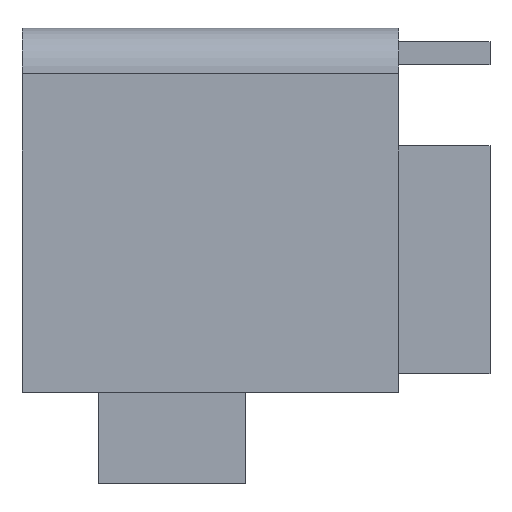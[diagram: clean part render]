
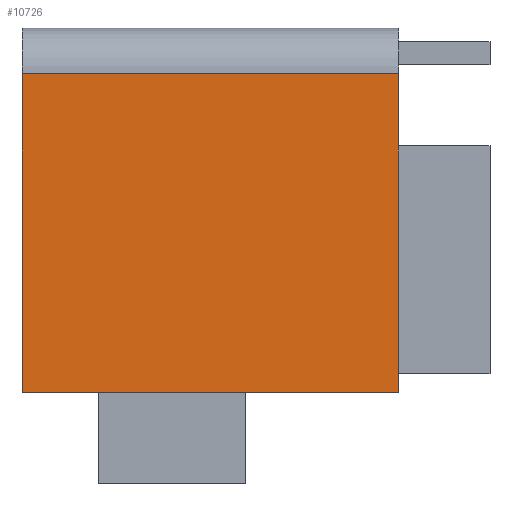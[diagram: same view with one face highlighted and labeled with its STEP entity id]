
A CAD part, left-side view. The second image highlights one B-rep face of the part: STEP entity #10726.
In plain terms, the highlighted planar face has unit normal (-1, 0, 0).
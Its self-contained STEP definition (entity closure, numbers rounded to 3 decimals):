
#312=PLANE('',#11360);
#811=FACE_OUTER_BOUND('',#1536,.T.);
#1536=EDGE_LOOP('',(#8883,#8884,#8885,#8886,#8887));
#2279=LINE('',#15171,#3695);
#2874=LINE('',#16563,#4290);
#2896=LINE('',#16605,#4312);
#2908=LINE('',#16627,#4324);
#2909=LINE('',#16628,#4325);
#3695=VECTOR('',#12142,10.);
#4290=VECTOR('',#13157,10.);
#4312=VECTOR('',#13201,10.);
#4324=VECTOR('',#13215,10.);
#4325=VECTOR('',#13216,10.);
#5238=VERTEX_POINT('',#15168);
#5239=VERTEX_POINT('',#15170);
#5825=VERTEX_POINT('',#16560);
#5826=VERTEX_POINT('',#16562);
#5844=VERTEX_POINT('',#16626);
#6271=EDGE_CURVE('',#5238,#5239,#2279,.T.);
#6970=EDGE_CURVE('',#5825,#5826,#2874,.T.);
#6992=EDGE_CURVE('',#5238,#5826,#2896,.T.);
#7004=EDGE_CURVE('',#5825,#5844,#2908,.T.);
#7005=EDGE_CURVE('',#5844,#5239,#2909,.T.);
#8883=ORIENTED_EDGE('',*,*,#7004,.T.);
#8884=ORIENTED_EDGE('',*,*,#7005,.T.);
#8885=ORIENTED_EDGE('',*,*,#6271,.F.);
#8886=ORIENTED_EDGE('',*,*,#6992,.T.);
#8887=ORIENTED_EDGE('',*,*,#6970,.F.);
#10726=ADVANCED_FACE('',(#811),#312,.F.);
#11360=AXIS2_PLACEMENT_3D('',#16625,#13213,#13214);
#12142=DIRECTION('',(0.,0.,1.));
#13157=DIRECTION('',(0.,0.,-1.));
#13201=DIRECTION('',(0.,-1.,0.));
#13213=DIRECTION('center_axis',(1.,0.,0.));
#13214=DIRECTION('ref_axis',(0.,1.,0.));
#13215=DIRECTION('',(0.,1.,0.));
#13216=DIRECTION('',(0.,1.,0.));
#15168=CARTESIAN_POINT('',(-4.658,589.,174.783));
#15170=CARTESIAN_POINT('',(-4.658,589.,279.783));
#15171=CARTESIAN_POINT('',(-4.658,589.,49.783));
#16560=CARTESIAN_POINT('',(-4.658,465.,279.783));
#16562=CARTESIAN_POINT('',(-4.658,465.,174.783));
#16563=CARTESIAN_POINT('',(-4.658,465.,232.891));
#16605=CARTESIAN_POINT('',(-4.658,470.,174.783));
#16625=CARTESIAN_POINT('Origin',(-4.658,409.8,164.783));
#16626=CARTESIAN_POINT('',(-4.658,588.999,279.783));
#16627=CARTESIAN_POINT('',(-4.658,460.6,279.783));
#16628=CARTESIAN_POINT('',(-4.658,460.6,279.783));
